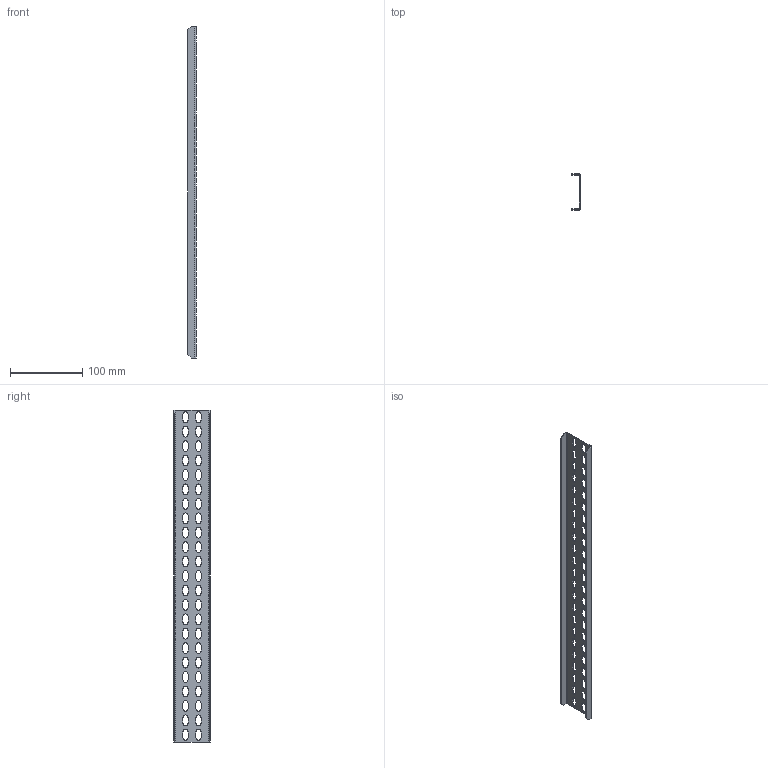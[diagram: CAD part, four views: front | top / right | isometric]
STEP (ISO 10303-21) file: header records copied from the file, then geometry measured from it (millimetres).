
FILE_DESCRIPTION (( 'STEP AP214' ), '1' );
FILE_NAME ('mb-15-rp-60n ÌÈ-2343.00.00.001 Ðåéêà áîêîâàÿ.STEP', '2021-11-15T12:22:26', ( '' ), ( '' ), 'SwSTEP 2.0', 'SolidWorks 2021', '' );
FILE_SCHEMA (( 'AUTOMOTIVE_DESIGN' ));
Length unit declared in the file: millimetre
Products named in the file (1): mb-15-rp-60n ÌÈ-2343.00.00.001 Ðåéêà áîêîâàÿ
Bounding box: 12 x 50 x 460 mm (x, y, z)
Volume: 33489.5 mm3; surface area: 59171.4 mm2
Topology: 1 solids, 1 shells, 210 faces, 608 edges, 400 vertices
Faces by surface type: plane 114, cylinder 96
Entity records: 7154 total; most frequent: DIRECTION 1222, CARTESIAN_POINT 1219, ORIENTED_EDGE 1216, EDGE_CURVE 608, VECTOR 416, LINE 416, AXIS2_PLACEMENT_3D 403, VERTEX_POINT 400
